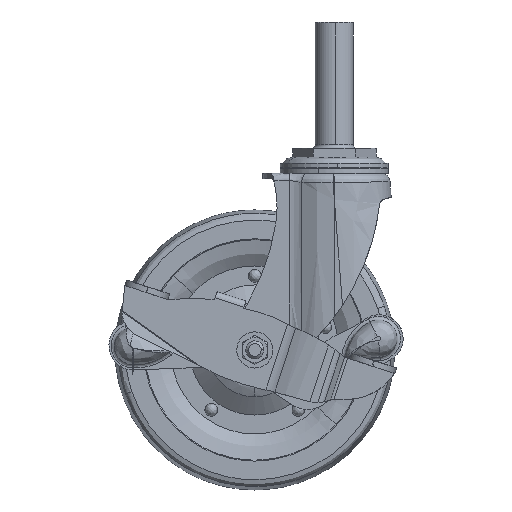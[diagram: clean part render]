
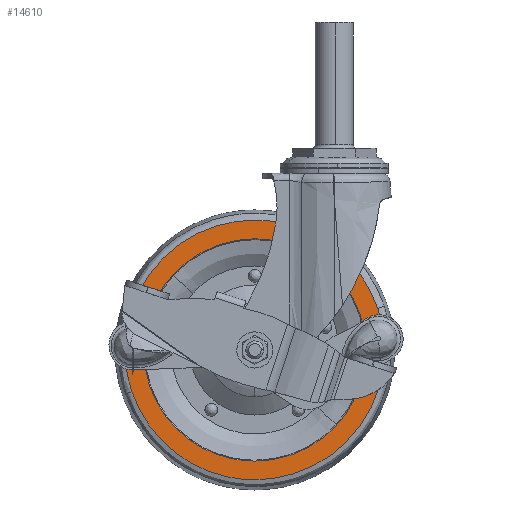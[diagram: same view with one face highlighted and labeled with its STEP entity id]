
A CAD part, front view. The second image highlights one B-rep face of the part: STEP entity #14610.
In plain terms, the highlighted free-form (B-spline) face has degree [1, 1] with [2, 2] control points.
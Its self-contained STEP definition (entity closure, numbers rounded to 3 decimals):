
#14413=CARTESIAN_POINT('',(24.042,-14.0,-83.543));
#14414=VERTEX_POINT('',#14413);
#14428=CARTESIAN_POINT('',(-44.0,-14.0,-178.443));
#14429=VERTEX_POINT('',#14428);
#14430=CARTESIAN_POINT('',(-44.0,-14.0,-178.443));
#14431=CARTESIAN_POINT('',(27.843,-14.,-178.443));
#14432=CARTESIAN_POINT('',(27.843,-14.0,-106.6));
#14433=CARTESIAN_POINT('',(27.843,-14.,-94.758));
#14434=CARTESIAN_POINT('',(24.042,-14.,-83.543));
#14442=(BOUNDED_CURVE()B_SPLINE_CURVE(2,(#14430,#14431,#14432,#14433,#14434),.UNSPECIFIED.,.F.,.U.)B_SPLINE_CURVE_WITH_KNOTS((3,2,3),(0.0,0.25,0.305),.UNSPECIFIED.)CURVE()GEOMETRIC_REPRESENTATION_ITEM()RATIONAL_B_SPLINE_CURVE((1.0,0.707,1.0,0.936,0.9))REPRESENTATION_ITEM(''));
#14443=EDGE_CURVE('',#14429,#14414,#14442,.T.);
#14445=CARTESIAN_POINT('',(-112.042,-14.0,-129.657));
#14446=VERTEX_POINT('',#14445);
#14447=CARTESIAN_POINT('',(-112.042,-14.,-129.657));
#14448=CARTESIAN_POINT('',(-95.51,-14.,-178.443));
#14449=CARTESIAN_POINT('',(-44.0,-14.0,-178.443));
#14457=(BOUNDED_CURVE()B_SPLINE_CURVE(2,(#14447,#14448,#14449),.UNSPECIFIED.,.F.,.U.)B_SPLINE_CURVE_WITH_KNOTS((3,3),(0.805,1.0),.UNSPECIFIED.)CURVE()GEOMETRIC_REPRESENTATION_ITEM()RATIONAL_B_SPLINE_CURVE((0.9,0.771,1.0))REPRESENTATION_ITEM(''));
#14458=EDGE_CURVE('',#14446,#14429,#14457,.T.);
#14502=CARTESIAN_POINT('',(-44.0,-14.0,-34.757));
#14503=VERTEX_POINT('',#14502);
#14504=CARTESIAN_POINT('',(-44.0,-14.0,-34.757));
#14505=CARTESIAN_POINT('',(-115.843,-14.,-34.757));
#14506=CARTESIAN_POINT('',(-115.843,-14.0,-106.6));
#14507=CARTESIAN_POINT('',(-115.843,-14.,-118.442));
#14508=CARTESIAN_POINT('',(-112.042,-14.,-129.657));
#14516=(BOUNDED_CURVE()B_SPLINE_CURVE(2,(#14504,#14505,#14506,#14507,#14508),.UNSPECIFIED.,.F.,.U.)B_SPLINE_CURVE_WITH_KNOTS((3,2,3),(0.5,0.75,0.805),.UNSPECIFIED.)CURVE()GEOMETRIC_REPRESENTATION_ITEM()RATIONAL_B_SPLINE_CURVE((1.0,0.707,1.0,0.936,0.9))REPRESENTATION_ITEM(''));
#14517=EDGE_CURVE('',#14503,#14446,#14516,.T.);
#14519=CARTESIAN_POINT('',(24.042,-14.,-83.543));
#14520=CARTESIAN_POINT('',(7.51,-14.,-34.757));
#14521=CARTESIAN_POINT('',(-44.0,-14.0,-34.757));
#14529=(BOUNDED_CURVE()B_SPLINE_CURVE(2,(#14519,#14520,#14521),.UNSPECIFIED.,.F.,.U.)B_SPLINE_CURVE_WITH_KNOTS((3,3),(0.305,0.5),.UNSPECIFIED.)CURVE()GEOMETRIC_REPRESENTATION_ITEM()RATIONAL_B_SPLINE_CURVE((0.9,0.771,1.0))REPRESENTATION_ITEM(''));
#14530=EDGE_CURVE('',#14414,#14503,#14529,.T.);
#14537=CARTESIAN_POINT('',(-123.016,-14.0,-27.58));
#14538=CARTESIAN_POINT('',(-123.016,-14.0,-185.62));
#14539=CARTESIAN_POINT('',(35.016,-14.0,-27.58));
#14540=CARTESIAN_POINT('',(35.016,-14.0,-185.62));
#14541=B_SPLINE_SURFACE_WITH_KNOTS('',1,1,((#14537,#14539),(#14538,#14540)),.UNSPECIFIED.,.F.,.F.,.U.,(2,2),(2,2),(0.0,158.04),(0.0,158.031),.UNSPECIFIED.);
#14542=ORIENTED_EDGE('',*,*,#14443,.T.);
#14543=ORIENTED_EDGE('',*,*,#14530,.T.);
#14544=ORIENTED_EDGE('',*,*,#14517,.T.);
#14545=ORIENTED_EDGE('',*,*,#14458,.T.);
#14546=EDGE_LOOP('',(#14542,#14543,#14544,#14545));
#14547=FACE_OUTER_BOUND('',#14546,.T.);
#14548=CARTESIAN_POINT('',(-44.0,-14.0,-45.1));
#14549=VERTEX_POINT('',#14548);
#14550=CARTESIAN_POINT('',(-105.5,-14.0,-106.6));
#14551=VERTEX_POINT('',#14550);
#14552=CARTESIAN_POINT('',(-44.0,-14.0,-45.1));
#14553=CARTESIAN_POINT('',(-105.5,-14.,-45.1));
#14554=CARTESIAN_POINT('',(-105.5,-14.0,-106.6));
#14562=(BOUNDED_CURVE()B_SPLINE_CURVE(2,(#14552,#14553,#14554),.UNSPECIFIED.,.F.,.U.)B_SPLINE_CURVE_WITH_KNOTS((3,3),(0.5,0.75),.UNSPECIFIED.)CURVE()GEOMETRIC_REPRESENTATION_ITEM()RATIONAL_B_SPLINE_CURVE((1.0,0.707,1.0))REPRESENTATION_ITEM(''));
#14563=EDGE_CURVE('',#14549,#14551,#14562,.T.);
#14564=ORIENTED_EDGE('',*,*,#14563,.F.);
#14565=CARTESIAN_POINT('',(17.5,-14.0,-106.6));
#14566=VERTEX_POINT('',#14565);
#14567=CARTESIAN_POINT('',(17.5,-14.,-106.6));
#14568=CARTESIAN_POINT('',(17.5,-14.,-45.1));
#14569=CARTESIAN_POINT('',(-44.0,-14.0,-45.1));
#14577=(BOUNDED_CURVE()B_SPLINE_CURVE(2,(#14567,#14568,#14569),.UNSPECIFIED.,.F.,.U.)B_SPLINE_CURVE_WITH_KNOTS((3,3),(0.25,0.5),.UNSPECIFIED.)CURVE()GEOMETRIC_REPRESENTATION_ITEM()RATIONAL_B_SPLINE_CURVE((1.,0.707,1.0))REPRESENTATION_ITEM(''));
#14578=EDGE_CURVE('',#14566,#14549,#14577,.T.);
#14579=ORIENTED_EDGE('',*,*,#14578,.F.);
#14580=CARTESIAN_POINT('',(-44.0,-14.0,-168.1));
#14581=VERTEX_POINT('',#14580);
#14582=CARTESIAN_POINT('',(-44.0,-14.0,-168.1));
#14583=CARTESIAN_POINT('',(17.5,-14.,-168.1));
#14584=CARTESIAN_POINT('',(17.5,-14.0,-106.6));
#14592=(BOUNDED_CURVE()B_SPLINE_CURVE(2,(#14582,#14583,#14584),.UNSPECIFIED.,.F.,.U.)B_SPLINE_CURVE_WITH_KNOTS((3,3),(0.0,0.25),.UNSPECIFIED.)CURVE()GEOMETRIC_REPRESENTATION_ITEM()RATIONAL_B_SPLINE_CURVE((1.0,0.707,1.0))REPRESENTATION_ITEM(''));
#14593=EDGE_CURVE('',#14581,#14566,#14592,.T.);
#14594=ORIENTED_EDGE('',*,*,#14593,.F.);
#14595=CARTESIAN_POINT('',(-105.5,-14.0,-106.6));
#14596=CARTESIAN_POINT('',(-105.5,-14.,-168.1));
#14597=CARTESIAN_POINT('',(-44.0,-14.0,-168.1));
#14605=(BOUNDED_CURVE()B_SPLINE_CURVE(2,(#14595,#14596,#14597),.UNSPECIFIED.,.F.,.U.)B_SPLINE_CURVE_WITH_KNOTS((3,3),(0.75,1.0),.UNSPECIFIED.)CURVE()GEOMETRIC_REPRESENTATION_ITEM()RATIONAL_B_SPLINE_CURVE((1.0,0.707,1.0))REPRESENTATION_ITEM(''));
#14606=EDGE_CURVE('',#14551,#14581,#14605,.T.);
#14607=ORIENTED_EDGE('',*,*,#14606,.F.);
#14608=EDGE_LOOP('',(#14564,#14579,#14594,#14607));
#14609=FACE_BOUND('',#14608,.T.);
#14610=ADVANCED_FACE('',(#14547,#14609),#14541,.T.);
